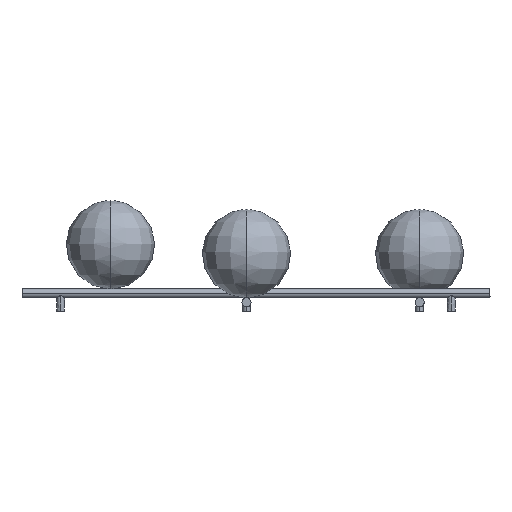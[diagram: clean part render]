
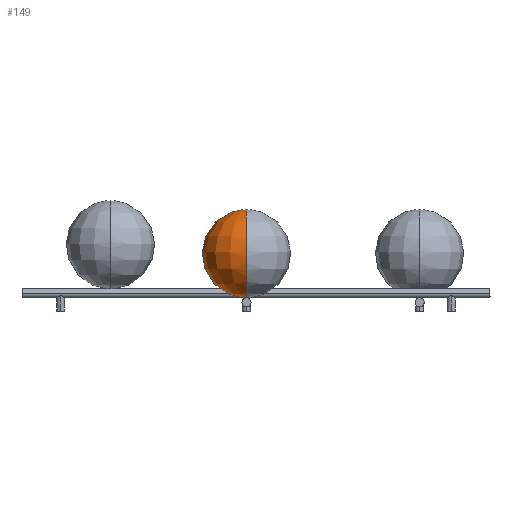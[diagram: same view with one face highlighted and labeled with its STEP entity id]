
A CAD part, left-side view. The second image highlights one B-rep face of the part: STEP entity #149.
In plain terms, the highlighted free-form (B-spline) face has degree [2, 2] with [5, 5] control points.
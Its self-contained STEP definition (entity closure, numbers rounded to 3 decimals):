
#149=ADVANCED_FACE('',(#199),#657,.T.);
#199=FACE_OUTER_BOUND('',#249,.T.);
#249=EDGE_LOOP('',(#331,#332,#333));
#331=ORIENTED_EDGE('',*,*,#462,.T.);
#332=ORIENTED_EDGE('',*,*,#461,.F.);
#333=ORIENTED_EDGE('',*,*,#460,.F.);
#460=EDGE_CURVE('',#608,#609,#538,.T.);
#461=EDGE_CURVE('',#609,#610,#539,.T.);
#462=EDGE_CURVE('',#608,#610,#540,.T.);
#538=(
BOUNDED_CURVE()
B_SPLINE_CURVE(2,(#1405,#1406,#1407,#1408,#1409),.UNSPECIFIED.,.F.,.F.)
B_SPLINE_CURVE_WITH_KNOTS((3,2,3),(0.,92.57,185.14),
 .UNSPECIFIED.)
CURVE()
GEOMETRIC_REPRESENTATION_ITEM()
RATIONAL_B_SPLINE_CURVE((1.,0.717,1.,0.717,1.))
REPRESENTATION_ITEM('')
);
#539=(
BOUNDED_CURVE()
B_SPLINE_CURVE(2,(#1410,#1411,#1412,#1413,#1414),.UNSPECIFIED.,.F.,.F.)
B_SPLINE_CURVE_WITH_KNOTS((3,2,3),(-376.914,-282.685,
-188.457),.UNSPECIFIED.)
CURVE()
GEOMETRIC_REPRESENTATION_ITEM()
RATIONAL_B_SPLINE_CURVE((1.,0.707,1.,0.707,1.))
REPRESENTATION_ITEM('')
);
#540=(
BOUNDED_CURVE()
B_SPLINE_CURVE(2,(#1415,#1416,#1417,#1418,#1419),.UNSPECIFIED.,.F.,.F.)
B_SPLINE_CURVE_WITH_KNOTS((3,2,3),(0.,92.57,185.14),
 .UNSPECIFIED.)
CURVE()
GEOMETRIC_REPRESENTATION_ITEM()
RATIONAL_B_SPLINE_CURVE((1.,0.717,1.,0.717,1.))
REPRESENTATION_ITEM('')
);
#608=VERTEX_POINT('',#1399);
#609=VERTEX_POINT('',#1400);
#610=VERTEX_POINT('',#1401);
#657=(
BOUNDED_SURFACE()
B_SPLINE_SURFACE(2,2,((#1304,#1305,#1306,#1307,#1308),(#1309,#1310,#1311,
#1312,#1313),(#1314,#1315,#1316,#1317,#1318),(#1319,#1320,#1321,#1322,#1323),
(#1324,#1325,#1326,#1327,#1328)),.UNSPECIFIED.,.F.,.F.,.F.)
B_SPLINE_SURFACE_WITH_KNOTS((3,2,3),(3,2,3),(0.,92.57,185.14),
(0.,123.216,246.431),.UNSPECIFIED.)
GEOMETRIC_REPRESENTATION_ITEM()
RATIONAL_B_SPLINE_SURFACE(((1.,0.707,1.,0.707,1.),
(0.717,0.507,0.717,0.507,
0.717),(1.,0.707,1.,0.707,1.),(0.717,
0.507,0.717,0.507,0.717),
(1.,0.707,1.,0.707,1.)))
REPRESENTATION_ITEM('')
SURFACE()
);
#1304=CARTESIAN_POINT('',(-715.774,234.877,138.393));
#1305=CARTESIAN_POINT('',(-715.774,234.877,138.393));
#1306=CARTESIAN_POINT('',(-715.774,234.877,138.393));
#1307=CARTESIAN_POINT('',(-715.774,234.877,138.393));
#1308=CARTESIAN_POINT('',(-715.774,234.877,138.393));
#1309=CARTESIAN_POINT('',(-657.429,234.877,138.393));
#1310=CARTESIAN_POINT('',(-657.429,293.223,138.393));
#1311=CARTESIAN_POINT('',(-715.774,293.223,138.393));
#1312=CARTESIAN_POINT('',(-774.119,293.223,138.393));
#1313=CARTESIAN_POINT('',(-774.119,234.877,138.393));
#1314=CARTESIAN_POINT('',(-655.797,234.877,80.07));
#1315=CARTESIAN_POINT('',(-655.797,294.854,80.07));
#1316=CARTESIAN_POINT('',(-715.774,294.854,80.07));
#1317=CARTESIAN_POINT('',(-775.75,294.854,80.07));
#1318=CARTESIAN_POINT('',(-775.75,234.877,80.07));
#1319=CARTESIAN_POINT('',(-654.166,234.877,21.748));
#1320=CARTESIAN_POINT('',(-654.166,296.485,21.748));
#1321=CARTESIAN_POINT('',(-715.774,296.485,21.748));
#1322=CARTESIAN_POINT('',(-777.382,296.485,21.748));
#1323=CARTESIAN_POINT('',(-777.382,234.877,21.748));
#1324=CARTESIAN_POINT('',(-712.42,234.877,18.486));
#1325=CARTESIAN_POINT('',(-712.42,238.231,18.486));
#1326=CARTESIAN_POINT('',(-715.774,238.231,18.486));
#1327=CARTESIAN_POINT('',(-719.128,238.231,18.486));
#1328=CARTESIAN_POINT('',(-719.128,234.877,18.486));
#1399=CARTESIAN_POINT('',(-715.774,234.877,138.393));
#1400=CARTESIAN_POINT('',(-719.128,234.877,18.486));
#1401=CARTESIAN_POINT('',(-712.42,234.877,18.486));
#1405=CARTESIAN_POINT('',(-715.774,234.877,138.393));
#1406=CARTESIAN_POINT('',(-774.119,234.877,138.393));
#1407=CARTESIAN_POINT('',(-775.75,234.877,80.07));
#1408=CARTESIAN_POINT('',(-777.382,234.877,21.748));
#1409=CARTESIAN_POINT('',(-719.128,234.877,18.486));
#1410=CARTESIAN_POINT('',(-719.128,234.877,18.486));
#1411=CARTESIAN_POINT('',(-719.128,238.231,18.486));
#1412=CARTESIAN_POINT('',(-715.774,238.231,18.486));
#1413=CARTESIAN_POINT('',(-712.42,238.231,18.486));
#1414=CARTESIAN_POINT('',(-712.42,234.877,18.486));
#1415=CARTESIAN_POINT('',(-715.774,234.877,138.393));
#1416=CARTESIAN_POINT('',(-657.429,234.877,138.393));
#1417=CARTESIAN_POINT('',(-655.797,234.877,80.07));
#1418=CARTESIAN_POINT('',(-654.166,234.877,21.748));
#1419=CARTESIAN_POINT('',(-712.42,234.877,18.486));
